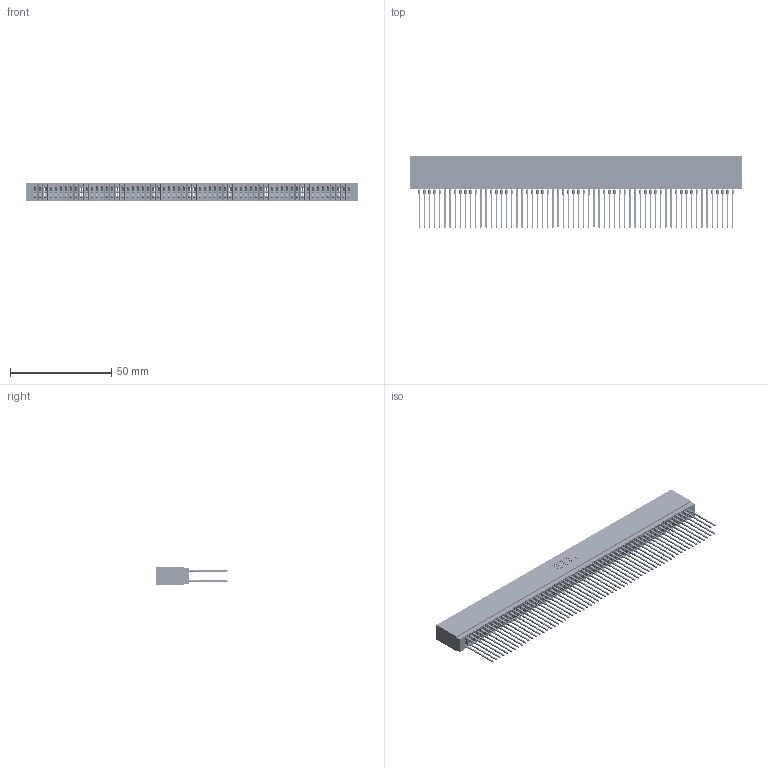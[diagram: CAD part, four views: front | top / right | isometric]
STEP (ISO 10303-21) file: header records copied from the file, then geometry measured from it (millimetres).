
FILE_DESCRIPTION (( 'STEP AP203' ), '1' );
FILE_NAME ('745-124-541-201.STEP', '2020-09-14T18:00:09', ( '' ), ( '' ), 'SwSTEP 2.0', 'SolidWorks 2020', '' );
FILE_SCHEMA (( 'CONFIG_CONTROL_DESIGN' ));
Length unit declared in the file: inch
Products named in the file (3): 745 Part_Insulator Option - 01; 745-292-001_541; 745-124-541-201
Assembly tree (125 placements, depth 2):
  745-124-541-201
    745 Part_Insulator Option - 01
    745-292-001_541  x124
Bounding box: 164.08 x 35.45 x 8.89 mm (x, y, z)
Volume: 15264.1 mm3; surface area: 33954.4 mm2
Topology: 125 solids, 125 shells, 11193 faces, 30080 edges, 18896 vertices
Faces by surface type: plane 5759, bspline 2480, cylinder 2210, torus 744
Entity records: 101654 total; most frequent: CARTESIAN_POINT 18127, ORIENTED_EDGE 17602, DIRECTION 15359, EDGE_CURVE 8801, VECTOR 8247, LINE 8247, VERTEX_POINT 5612, AXIS2_PLACEMENT_3D 3556
